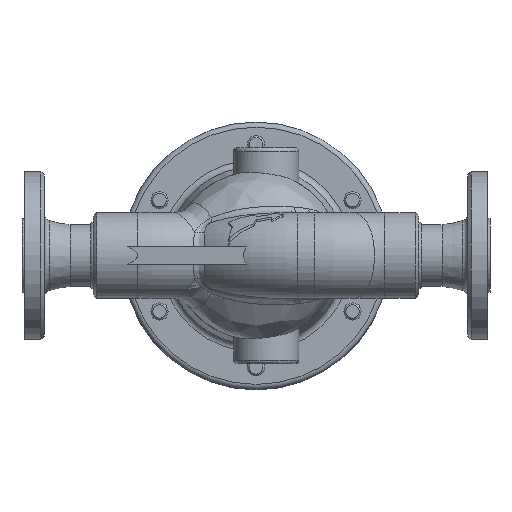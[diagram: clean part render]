
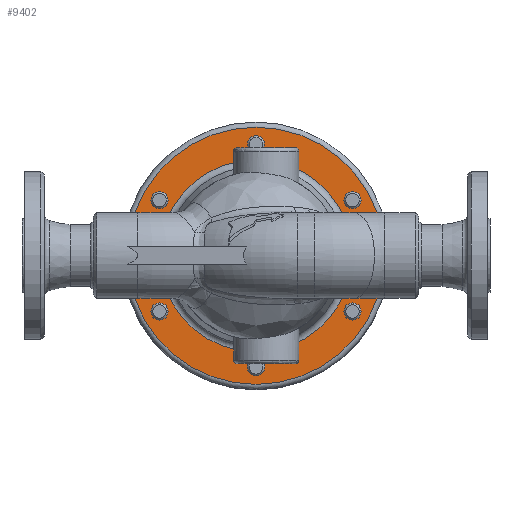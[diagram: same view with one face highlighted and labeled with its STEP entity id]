
A CAD part, top view. The second image highlights one B-rep face of the part: STEP entity #9402.
In plain terms, the highlighted planar face has unit normal (0, 0, 1).
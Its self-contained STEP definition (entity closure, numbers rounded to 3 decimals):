
#4781=CARTESIAN_POINT('',(5.,65.0,114.5));
#4782=VERTEX_POINT('',#4781);
#4783=CARTESIAN_POINT('',(0.0,65.0,114.5));
#4784=DIRECTION('',(0.0,0.0,-1.0));
#4785=DIRECTION('',(-1.0,0.0,0.0));
#4786=AXIS2_PLACEMENT_3D('',#4783,#4784,#4785);
#4787=CIRCLE('',#4786,5.);
#4788=EDGE_CURVE('',#4782,#4782,#4787,.T.);
#6082=CARTESIAN_POINT('',(58.792,28.17,114.5));
#6083=VERTEX_POINT('',#6082);
#6084=CARTESIAN_POINT('',(56.292,32.5,114.5));
#6085=DIRECTION('',(0.0,0.0,-1.0));
#6086=DIRECTION('',(-0.5,0.866,0.0));
#6087=AXIS2_PLACEMENT_3D('',#6084,#6085,#6086);
#6088=CIRCLE('',#6087,5.);
#6089=EDGE_CURVE('',#6083,#6083,#6088,.T.);
#6188=CARTESIAN_POINT('',(53.792,-36.83,114.5));
#6189=VERTEX_POINT('',#6188);
#6190=CARTESIAN_POINT('',(56.292,-32.5,114.5));
#6191=DIRECTION('',(0.0,0.0,-1.0));
#6192=DIRECTION('',(0.5,0.866,0.0));
#6193=AXIS2_PLACEMENT_3D('',#6190,#6191,#6192);
#6194=CIRCLE('',#6193,5.);
#6195=EDGE_CURVE('',#6189,#6189,#6194,.T.);
#6294=CARTESIAN_POINT('',(-5.,-65.0,114.5));
#6295=VERTEX_POINT('',#6294);
#6296=CARTESIAN_POINT('',(0.,-65.0,114.5));
#6297=DIRECTION('',(0.0,0.0,-1.0));
#6298=DIRECTION('',(1.0,0.0,0.0));
#6299=AXIS2_PLACEMENT_3D('',#6296,#6297,#6298);
#6300=CIRCLE('',#6299,5.);
#6301=EDGE_CURVE('',#6295,#6295,#6300,.T.);
#6400=CARTESIAN_POINT('',(-58.792,-28.17,114.5));
#6401=VERTEX_POINT('',#6400);
#6402=CARTESIAN_POINT('',(-56.292,-32.5,114.5));
#6403=DIRECTION('',(0.0,0.0,-1.0));
#6404=DIRECTION('',(0.5,-0.866,0.0));
#6405=AXIS2_PLACEMENT_3D('',#6402,#6403,#6404);
#6406=CIRCLE('',#6405,5.);
#6407=EDGE_CURVE('',#6401,#6401,#6406,.T.);
#6506=CARTESIAN_POINT('',(-53.792,36.83,114.5));
#6507=VERTEX_POINT('',#6506);
#6508=CARTESIAN_POINT('',(-56.292,32.5,114.5));
#6509=DIRECTION('',(0.0,0.0,-1.0));
#6510=DIRECTION('',(-0.5,-0.866,0.0));
#6511=AXIS2_PLACEMENT_3D('',#6508,#6509,#6510);
#6512=CIRCLE('',#6511,5.);
#6513=EDGE_CURVE('',#6507,#6507,#6512,.T.);
#9353=CARTESIAN_POINT('',(75.,0.,114.5));
#9354=VERTEX_POINT('',#9353);
#9355=CARTESIAN_POINT('',(0.0,0.0,114.5));
#9356=DIRECTION('',(0.0,0.0,-1.0));
#9357=DIRECTION('',(-1.0,0.0,0.0));
#9358=AXIS2_PLACEMENT_3D('',#9355,#9356,#9357);
#9359=CIRCLE('',#9358,75.);
#9360=EDGE_CURVE('',#9354,#9354,#9359,.T.);
#9365=CARTESIAN_POINT('',(0.0,0.0,114.5));
#9366=DIRECTION('',(0.0,0.0,-1.0));
#9367=DIRECTION('',(-1.0,0.0,0.0));
#9368=AXIS2_PLACEMENT_3D('',#9365,#9366,#9367);
#9369=PLANE('',#9368);
#9370=ORIENTED_EDGE('',*,*,#9360,.F.);
#9371=EDGE_LOOP('',(#9370));
#9372=FACE_OUTER_BOUND('',#9371,.T.);
#9373=ORIENTED_EDGE('',*,*,#6407,.T.);
#9374=EDGE_LOOP('',(#9373));
#9375=FACE_BOUND('',#9374,.T.);
#9376=ORIENTED_EDGE('',*,*,#6301,.T.);
#9377=EDGE_LOOP('',(#9376));
#9378=FACE_BOUND('',#9377,.T.);
#9379=ORIENTED_EDGE('',*,*,#6195,.T.);
#9380=EDGE_LOOP('',(#9379));
#9381=FACE_BOUND('',#9380,.T.);
#9382=ORIENTED_EDGE('',*,*,#4788,.T.);
#9383=EDGE_LOOP('',(#9382));
#9384=FACE_BOUND('',#9383,.T.);
#9385=ORIENTED_EDGE('',*,*,#6089,.T.);
#9386=EDGE_LOOP('',(#9385));
#9387=FACE_BOUND('',#9386,.T.);
#9388=ORIENTED_EDGE('',*,*,#6513,.T.);
#9389=EDGE_LOOP('',(#9388));
#9390=FACE_BOUND('',#9389,.T.);
#9391=CARTESIAN_POINT('',(-56.073,0.,114.5));
#9392=VERTEX_POINT('',#9391);
#9393=CARTESIAN_POINT('',(0.0,0.0,114.5));
#9394=DIRECTION('',(0.0,0.0,1.0));
#9395=DIRECTION('',(1.0,0.0,0.0));
#9396=AXIS2_PLACEMENT_3D('',#9393,#9394,#9395);
#9397=CIRCLE('',#9396,56.073);
#9398=EDGE_CURVE('',#9392,#9392,#9397,.T.);
#9399=ORIENTED_EDGE('',*,*,#9398,.F.);
#9400=EDGE_LOOP('',(#9399));
#9401=FACE_BOUND('',#9400,.T.);
#9402=ADVANCED_FACE('',(#9372,#9375,#9378,#9381,#9384,#9387,#9390,#9401),#9369,.F.);
